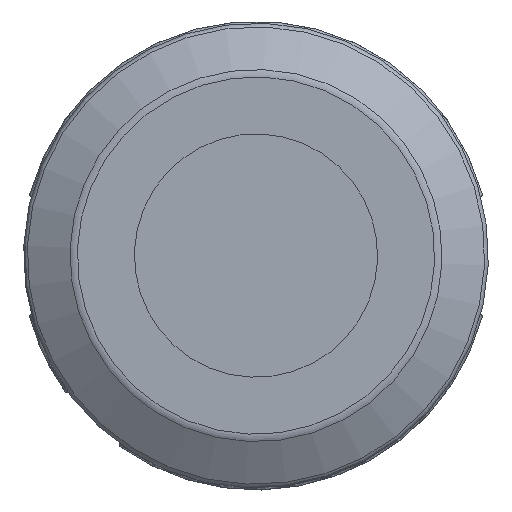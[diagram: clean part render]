
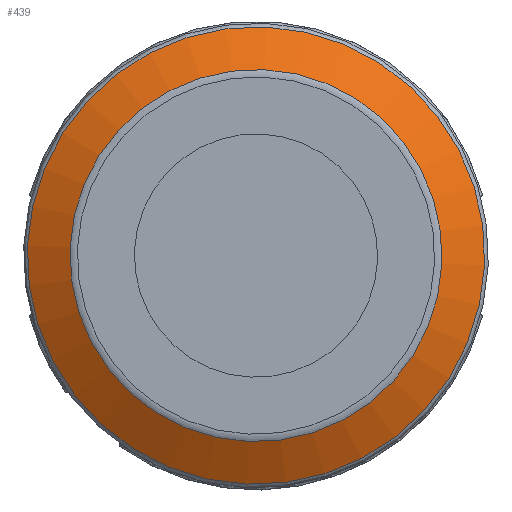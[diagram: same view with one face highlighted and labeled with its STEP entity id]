
A CAD part, left-side view. The second image highlights one B-rep face of the part: STEP entity #439.
In plain terms, the highlighted conical face has half-angle 60 degrees and reference radius 31 mm.
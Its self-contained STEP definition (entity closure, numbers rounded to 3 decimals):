
#380=CONICAL_SURFACE('',#1809,31.,60.);
#439=ADVANCED_FACE('',(#572,#573),#380,.T.);
#572=FACE_BOUND('',#622,.T.);
#573=FACE_BOUND('',#623,.T.);
#622=EDGE_LOOP('',(#751));
#623=EDGE_LOOP('',(#752));
#751=ORIENTED_EDGE('',*,*,#1438,.F.);
#752=ORIENTED_EDGE('',*,*,#1440,.T.);
#1259=VERTEX_POINT('',#2480);
#1261=VERTEX_POINT('',#2486);
#1438=EDGE_CURVE('',#1259,#1259,#1695,.T.);
#1440=EDGE_CURVE('',#1261,#1261,#1697,.T.);
#1695=CIRCLE('',#1804,31.);
#1697=CIRCLE('',#1808,25.214);
#1804=AXIS2_PLACEMENT_3D('',#2479,#2017,#2018);
#1808=AXIS2_PLACEMENT_3D('',#2485,#2025,#2026);
#1809=AXIS2_PLACEMENT_3D('',#2487,#2027,#2028);
#2017=DIRECTION('',(1.,0.,0.));
#2018=DIRECTION('',(0.,-0.382,0.924));
#2025=DIRECTION('',(1.,0.,0.));
#2026=DIRECTION('',(0.,-0.382,0.924));
#2027=DIRECTION('',(1.,0.,0.));
#2028=DIRECTION('',(0.,-0.382,0.924));
#2479=CARTESIAN_POINT('',(-11.392,0.,0.));
#2480=CARTESIAN_POINT('',(-11.392,-11.837,28.651));
#2485=CARTESIAN_POINT('',(-14.732,0.,0.));
#2486=CARTESIAN_POINT('',(-14.732,-9.628,23.303));
#2487=CARTESIAN_POINT('',(-11.392,0.,0.));
